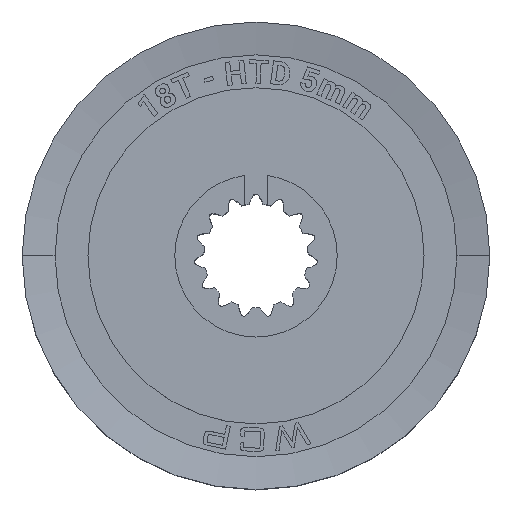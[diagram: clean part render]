
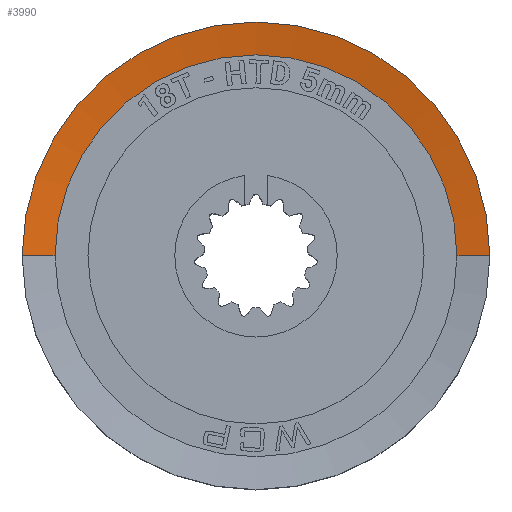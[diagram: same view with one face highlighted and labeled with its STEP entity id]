
A CAD part, top view. The second image highlights one B-rep face of the part: STEP entity #3990.
In plain terms, the highlighted conical face has half-angle 80.5 degrees and reference radius 16 mm.
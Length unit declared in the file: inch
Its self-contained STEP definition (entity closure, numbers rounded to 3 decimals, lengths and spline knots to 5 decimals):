
#245 = CARTESIAN_POINT ( 'NONE',  ( 0.54134, 0., 0.24188 ) ) ;
#1326 = LINE ( 'NONE', #17835, #5414 ) ;
#1389 = EDGE_CURVE ( 'NONE', #17544, #23726, #14620, .T. ) ;
#1844 = DIRECTION ( 'NONE',  ( -0.986, 0., 0.165 ) ) ;
#2933 = ORIENTED_EDGE ( 'NONE', *, *, #18517, .F. ) ;
#3990 = ADVANCED_FACE ( 'NONE', ( #22327 ), #17894, .F. ) ;
#4213 = EDGE_LOOP ( 'NONE', ( #17550, #7300, #16622, #2933 ) ) ;
#4878 = AXIS2_PLACEMENT_3D ( 'NONE', #19828, #5228, #23450 ) ;
#5228 = DIRECTION ( 'NONE',  ( 0., 0., -1. ) ) ;
#5247 = EDGE_CURVE ( 'NONE', #7943, #5615, #1326, .T. ) ;
#5414 = VECTOR ( 'NONE', #12419, 39.37008 ) ;
#5615 = VERTEX_POINT ( 'NONE', #12687 ) ;
#6030 = CIRCLE ( 'NONE', #4878, 0.62992 ) ;
#6931 = CIRCLE ( 'NONE', #18495, 0.54134 ) ;
#7115 = AXIS2_PLACEMENT_3D ( 'NONE', #9770, #22446, #15084 ) ;
#7300 = ORIENTED_EDGE ( 'NONE', *, *, #19719, .F. ) ;
#7943 = VERTEX_POINT ( 'NONE', #245 ) ;
#9770 = CARTESIAN_POINT ( 'NONE',  ( 0., 0., 0.2567 ) ) ;
#9924 = CARTESIAN_POINT ( 'NONE',  ( 0., 0., 0.24188 ) ) ;
#12419 = DIRECTION ( 'NONE',  ( 0.986, 0., 0.165 ) ) ;
#12687 = CARTESIAN_POINT ( 'NONE',  ( 0.62992, 0., 0.2567 ) ) ;
#14620 = LINE ( 'NONE', #21986, #21895 ) ;
#15084 = DIRECTION ( 'NONE',  ( 1., 0., 0. ) ) ;
#15462 = DIRECTION ( 'NONE',  ( 1., 0., 0. ) ) ;
#15585 = DIRECTION ( 'NONE',  ( 0., 0., 1. ) ) ;
#16622 = ORIENTED_EDGE ( 'NONE', *, *, #5247, .T. ) ;
#17544 = VERTEX_POINT ( 'NONE', #20512 ) ;
#17550 = ORIENTED_EDGE ( 'NONE', *, *, #1389, .F. ) ;
#17835 = CARTESIAN_POINT ( 'NONE',  ( 0.62992, 0., 0.2567 ) ) ;
#17894 = CONICAL_SURFACE ( 'NONE', #7115, 0.62992, 1.405 ) ;
#18495 = AXIS2_PLACEMENT_3D ( 'NONE', #9924, #15585, #15462 ) ;
#18517 = EDGE_CURVE ( 'NONE', #23726, #5615, #6030, .T. ) ;
#19719 = EDGE_CURVE ( 'NONE', #7943, #17544, #6931, .T. ) ;
#19828 = CARTESIAN_POINT ( 'NONE',  ( 0., 0., 0.2567 ) ) ;
#19952 = CARTESIAN_POINT ( 'NONE',  ( -0.62992, 0., 0.2567 ) ) ;
#20512 = CARTESIAN_POINT ( 'NONE',  ( -0.54134, 0., 0.24188 ) ) ;
#21895 = VECTOR ( 'NONE', #1844, 39.37008 ) ;
#21986 = CARTESIAN_POINT ( 'NONE',  ( -0.62992, 0., 0.2567 ) ) ;
#22327 = FACE_OUTER_BOUND ( 'NONE', #4213, .T. ) ;
#22446 = DIRECTION ( 'NONE',  ( 0., 0., 1. ) ) ;
#23450 = DIRECTION ( 'NONE',  ( -1., 0., 0. ) ) ;
#23726 = VERTEX_POINT ( 'NONE', #19952 ) ;
